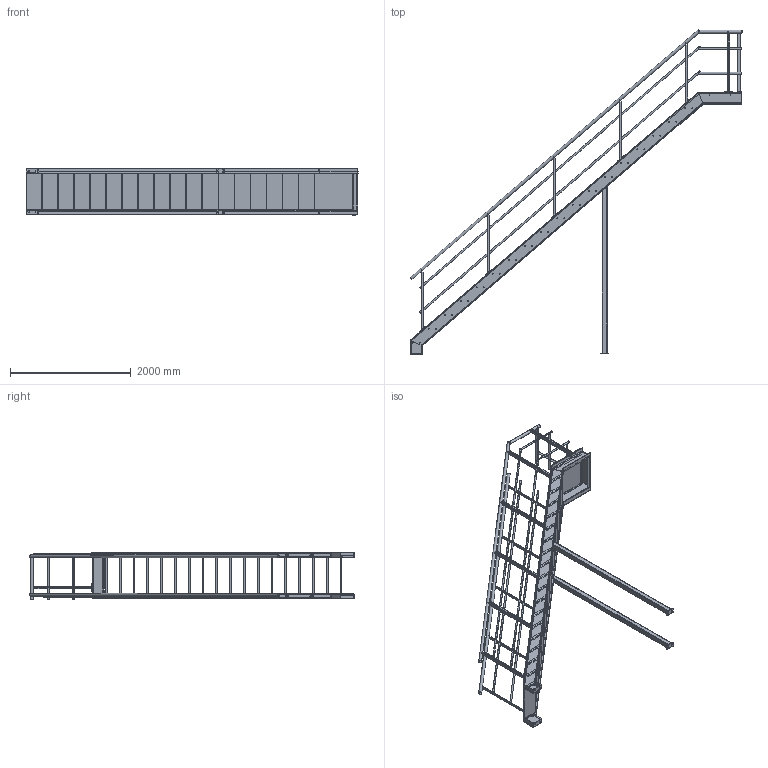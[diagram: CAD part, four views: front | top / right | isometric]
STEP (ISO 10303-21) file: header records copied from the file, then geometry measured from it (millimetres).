
FILE_DESCRIPTION(('FreeCAD Model'),'2;1');
FILE_NAME('Open CASCADE Shape Model','2025-05-01T07:32:13',('FreeCAD'),( 'FreeCAD'),'Open CASCADE STEP processor 7.6','FreeCAD','Unknown');
FILE_SCHEMA(('AUTOMOTIVE_DESIGN { 1 0 10303 214 1 1 1 1 }'));
Products named in the file (1): Open CASCADE STEP translator 7.6 1
Bounding box: 5510.58 x 5392.47 x 778.86 mm (x, y, z)
Volume: 173333587.2 mm3; surface area: 32491295.4 mm2
Topology: 106 solids, 106 shells, 1448 faces, 3634 edges, 2398 vertices
Faces by surface type: bspline 1448
Entity records: 44716 total; most frequent: CARTESIAN_POINT 22485, ORIENTED_EDGE 7268, EDGE_CURVE 3634, B_SPLINE_CURVE_WITH_KNOTS 2528, VERTEX_POINT 2398, FACE_BOUND 1920, EDGE_LOOP 1920, ADVANCED_FACE 1448
